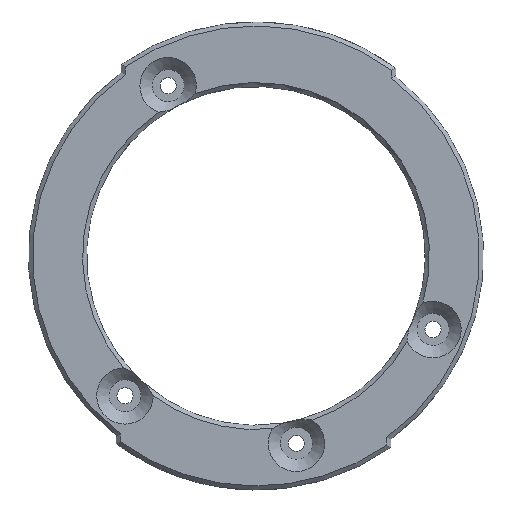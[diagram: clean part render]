
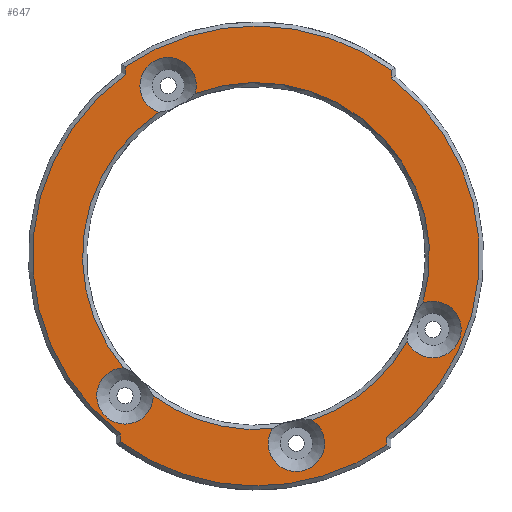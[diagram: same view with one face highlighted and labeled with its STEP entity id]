
A CAD part, top view. The second image highlights one B-rep face of the part: STEP entity #647.
In plain terms, the highlighted planar face has unit normal (0, 0, 1).
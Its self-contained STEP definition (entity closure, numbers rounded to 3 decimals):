
#63=CIRCLE('',#711,3.5);
#64=CIRCLE('',#712,21.5);
#65=CIRCLE('',#713,3.5);
#66=CIRCLE('',#714,21.5);
#67=CIRCLE('',#715,3.5);
#68=CIRCLE('',#716,21.5);
#69=CIRCLE('',#717,3.5);
#70=CIRCLE('',#718,21.5);
#71=CIRCLE('',#719,28.5);
#72=CIRCLE('',#720,27.7);
#73=CIRCLE('',#721,28.5);
#74=CIRCLE('',#722,27.7);
#128=ORIENTED_EDGE('',*,*,#307,.T.);
#129=ORIENTED_EDGE('',*,*,#308,.T.);
#130=ORIENTED_EDGE('',*,*,#309,.T.);
#131=ORIENTED_EDGE('',*,*,#310,.T.);
#132=ORIENTED_EDGE('',*,*,#311,.T.);
#133=ORIENTED_EDGE('',*,*,#312,.T.);
#134=ORIENTED_EDGE('',*,*,#313,.T.);
#135=ORIENTED_EDGE('',*,*,#314,.T.);
#136=ORIENTED_EDGE('',*,*,#315,.T.);
#137=ORIENTED_EDGE('',*,*,#316,.T.);
#138=ORIENTED_EDGE('',*,*,#317,.T.);
#139=ORIENTED_EDGE('',*,*,#318,.T.);
#140=ORIENTED_EDGE('',*,*,#319,.T.);
#141=ORIENTED_EDGE('',*,*,#320,.T.);
#142=ORIENTED_EDGE('',*,*,#321,.T.);
#143=ORIENTED_EDGE('',*,*,#322,.T.);
#307=EDGE_CURVE('',#396,#397,#63,.F.);
#308=EDGE_CURVE('',#397,#398,#64,.F.);
#309=EDGE_CURVE('',#398,#399,#65,.F.);
#310=EDGE_CURVE('',#399,#400,#66,.F.);
#311=EDGE_CURVE('',#400,#401,#67,.F.);
#312=EDGE_CURVE('',#401,#402,#68,.F.);
#313=EDGE_CURVE('',#402,#403,#69,.F.);
#314=EDGE_CURVE('',#403,#396,#70,.F.);
#315=EDGE_CURVE('',#404,#405,#71,.T.);
#316=EDGE_CURVE('',#405,#406,#454,.T.);
#317=EDGE_CURVE('',#406,#407,#72,.T.);
#318=EDGE_CURVE('',#407,#408,#455,.T.);
#319=EDGE_CURVE('',#408,#409,#73,.T.);
#320=EDGE_CURVE('',#409,#410,#456,.T.);
#321=EDGE_CURVE('',#410,#411,#74,.T.);
#322=EDGE_CURVE('',#411,#404,#457,.T.);
#396=VERTEX_POINT('',#1021);
#397=VERTEX_POINT('',#1022);
#398=VERTEX_POINT('',#1024);
#399=VERTEX_POINT('',#1026);
#400=VERTEX_POINT('',#1028);
#401=VERTEX_POINT('',#1030);
#402=VERTEX_POINT('',#1032);
#403=VERTEX_POINT('',#1034);
#404=VERTEX_POINT('',#1037);
#405=VERTEX_POINT('',#1038);
#406=VERTEX_POINT('',#1040);
#407=VERTEX_POINT('',#1042);
#408=VERTEX_POINT('',#1044);
#409=VERTEX_POINT('',#1046);
#410=VERTEX_POINT('',#1048);
#411=VERTEX_POINT('',#1050);
#454=LINE('',#1039,#482);
#455=LINE('',#1043,#483);
#456=LINE('',#1047,#484);
#457=LINE('',#1051,#485);
#482=VECTOR('',#836,1000.);
#483=VECTOR('',#839,1000.);
#484=VECTOR('',#842,1000.);
#485=VECTOR('',#845,1000.);
#505=EDGE_LOOP('',(#128,#129,#130,#131,#132,#133,#134,#135));
#506=EDGE_LOOP('',(#136,#137,#138,#139,#140,#141,#142,#143));
#567=FACE_BOUND('',#505,.T.);
#568=FACE_BOUND('',#506,.T.);
#627=PLANE('',#710);
#647=ADVANCED_FACE('',(#567,#568),#627,.T.);
#710=AXIS2_PLACEMENT_3D('',#1019,#816,#817);
#711=AXIS2_PLACEMENT_3D('',#1020,#818,#819);
#712=AXIS2_PLACEMENT_3D('',#1023,#820,#821);
#713=AXIS2_PLACEMENT_3D('',#1025,#822,#823);
#714=AXIS2_PLACEMENT_3D('',#1027,#824,#825);
#715=AXIS2_PLACEMENT_3D('',#1029,#826,#827);
#716=AXIS2_PLACEMENT_3D('',#1031,#828,#829);
#717=AXIS2_PLACEMENT_3D('',#1033,#830,#831);
#718=AXIS2_PLACEMENT_3D('',#1035,#832,#833);
#719=AXIS2_PLACEMENT_3D('',#1036,#834,#835);
#720=AXIS2_PLACEMENT_3D('',#1041,#837,#838);
#721=AXIS2_PLACEMENT_3D('',#1045,#840,#841);
#722=AXIS2_PLACEMENT_3D('',#1049,#843,#844);
#816=DIRECTION('',(0.,0.,1.));
#817=DIRECTION('',(1.,0.,0.));
#818=DIRECTION('',(0.,0.,1.));
#819=DIRECTION('',(1.,0.,0.));
#820=DIRECTION('',(0.,0.,1.));
#821=DIRECTION('',(1.,0.,0.));
#822=DIRECTION('',(0.,0.,1.));
#823=DIRECTION('',(1.,0.,0.));
#824=DIRECTION('',(0.,0.,1.));
#825=DIRECTION('',(1.,0.,0.));
#826=DIRECTION('',(0.,0.,1.));
#827=DIRECTION('',(1.,0.,0.));
#828=DIRECTION('',(0.,0.,1.));
#829=DIRECTION('',(1.,0.,0.));
#830=DIRECTION('',(0.,0.,1.));
#831=DIRECTION('',(1.,0.,0.));
#832=DIRECTION('',(0.,0.,1.));
#833=DIRECTION('',(1.,0.,0.));
#834=DIRECTION('',(0.,0.,1.));
#835=DIRECTION('',(1.,0.,0.));
#836=DIRECTION('',(0.,1.,0.));
#837=DIRECTION('',(0.,0.,1.));
#838=DIRECTION('',(1.,0.,0.));
#839=DIRECTION('',(0.,1.,0.));
#840=DIRECTION('',(0.,0.,1.));
#841=DIRECTION('',(1.,0.,0.));
#842=DIRECTION('',(0.,-1.,0.));
#843=DIRECTION('',(0.,0.,1.));
#844=DIRECTION('',(1.,0.,0.));
#845=DIRECTION('',(0.,-1.,0.));
#1019=CARTESIAN_POINT('',(0.,0.,26.5));
#1020=CARTESIAN_POINT('',(5.311,76.851,26.5));
#1021=CARTESIAN_POINT('',(7.256,79.761,26.5));
#1022=CARTESIAN_POINT('',(2.292,78.623,26.5));
#1023=CARTESIAN_POINT('',(0.,100.,26.5));
#1024=CARTESIAN_POINT('',(-12.506,82.511,26.5));
#1025=CARTESIAN_POINT('',(-16.005,82.453,26.5));
#1026=CARTESIAN_POINT('',(-16.268,85.943,26.5));
#1027=CARTESIAN_POINT('',(0.,100.,26.5));
#1028=CARTESIAN_POINT('',(-12.289,117.641,26.5));
#1029=CARTESIAN_POINT('',(-11.172,120.958,26.5));
#1030=CARTESIAN_POINT('',(-7.795,120.037,26.5));
#1031=CARTESIAN_POINT('',(0.,100.,26.5));
#1032=CARTESIAN_POINT('',(20.769,94.441,26.5));
#1033=CARTESIAN_POINT('',(22.054,91.185,26.5));
#1034=CARTESIAN_POINT('',(18.879,89.712,26.5));
#1035=CARTESIAN_POINT('',(0.,100.,26.5));
#1036=CARTESIAN_POINT('',(0.,100.,26.5));
#1037=CARTESIAN_POINT('',(-16.5,76.762,26.5));
#1038=CARTESIAN_POINT('',(16.5,76.762,26.5));
#1039=CARTESIAN_POINT('',(16.5,77.751,26.5));
#1040=CARTESIAN_POINT('',(16.5,77.751,26.5));
#1041=CARTESIAN_POINT('',(0.,100.,26.5));
#1042=CARTESIAN_POINT('',(16.5,122.249,26.5));
#1043=CARTESIAN_POINT('',(16.5,123.495,26.5));
#1044=CARTESIAN_POINT('',(16.5,123.238,26.5));
#1045=CARTESIAN_POINT('',(0.,100.,26.5));
#1046=CARTESIAN_POINT('',(-16.5,123.238,26.5));
#1047=CARTESIAN_POINT('',(-16.5,122.249,26.5));
#1048=CARTESIAN_POINT('',(-16.5,122.249,26.5));
#1049=CARTESIAN_POINT('',(0.,100.,26.5));
#1050=CARTESIAN_POINT('',(-16.5,77.751,26.5));
#1051=CARTESIAN_POINT('',(-16.5,76.505,26.5));
